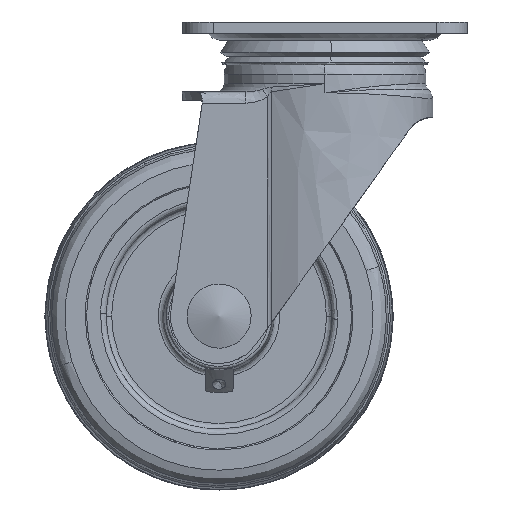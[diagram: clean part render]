
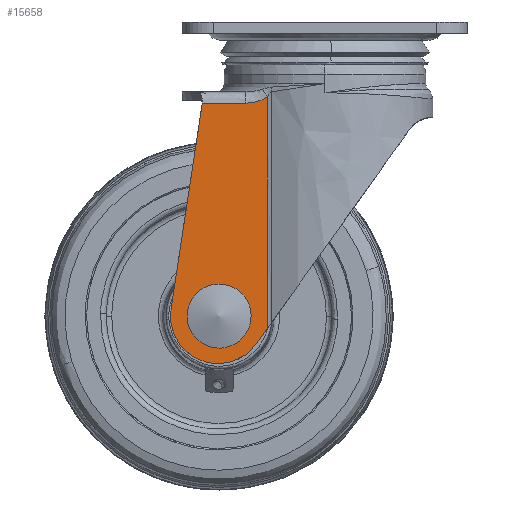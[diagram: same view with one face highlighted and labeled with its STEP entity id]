
A CAD part, front view. The second image highlights one B-rep face of the part: STEP entity #15658.
In plain terms, the highlighted free-form (B-spline) face has degree [1, 1] with [2, 2] control points.
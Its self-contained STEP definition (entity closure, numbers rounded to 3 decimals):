
#13041=CARTESIAN_POINT('',(-29.526,-31.0,-104.833));
#13042=VERTEX_POINT('',#13041);
#13048=CARTESIAN_POINT('',(-38.,-31.0,-97.));
#13049=VERTEX_POINT('',#13048);
#13050=CARTESIAN_POINT('',(-38.,-31.0,-97.));
#13051=CARTESIAN_POINT('',(-30.143,-31.0,-97.));
#13052=CARTESIAN_POINT('',(-29.526,-31.0,-104.833));
#13060=(BOUNDED_CURVE()B_SPLINE_CURVE(2,(#13050,#13051,#13052),.UNSPECIFIED.,.F.,.U.)B_SPLINE_CURVE_WITH_KNOTS((3,3),(0.0,0.236),.UNSPECIFIED.)CURVE()GEOMETRIC_REPRESENTATION_ITEM()RATIONAL_B_SPLINE_CURVE((1.0,0.723,0.97))REPRESENTATION_ITEM(''));
#13061=EDGE_CURVE('',#13049,#13042,#13060,.T.);
#13063=CARTESIAN_POINT('',(-46.474,-31.0,-106.167));
#13064=VERTEX_POINT('',#13063);
#13065=CARTESIAN_POINT('',(-46.474,-31.0,-106.167));
#13066=CARTESIAN_POINT('',(-46.5,-31.,-105.834));
#13067=CARTESIAN_POINT('',(-46.5,-31.0,-105.5));
#13068=CARTESIAN_POINT('',(-46.5,-31.,-97.));
#13069=CARTESIAN_POINT('',(-38.,-31.0,-97.));
#13077=(BOUNDED_CURVE()B_SPLINE_CURVE(2,(#13065,#13066,#13067,#13068,#13069),.UNSPECIFIED.,.F.,.U.)B_SPLINE_CURVE_WITH_KNOTS((3,2,3),(0.736,0.75,1.0),.UNSPECIFIED.)CURVE()GEOMETRIC_REPRESENTATION_ITEM()RATIONAL_B_SPLINE_CURVE((0.97,0.984,1.0,0.707,1.0))REPRESENTATION_ITEM(''));
#13078=EDGE_CURVE('',#13064,#13049,#13077,.T.);
#13154=CARTESIAN_POINT('',(-38.,-31.0,-114.0));
#13155=VERTEX_POINT('',#13154);
#13156=CARTESIAN_POINT('',(-38.,-31.0,-114.0));
#13157=CARTESIAN_POINT('',(-45.857,-31.,-114.));
#13158=CARTESIAN_POINT('',(-46.474,-31.,-106.167));
#13166=(BOUNDED_CURVE()B_SPLINE_CURVE(2,(#13156,#13157,#13158),.UNSPECIFIED.,.F.,.U.)B_SPLINE_CURVE_WITH_KNOTS((3,3),(0.5,0.736),.UNSPECIFIED.)CURVE()GEOMETRIC_REPRESENTATION_ITEM()RATIONAL_B_SPLINE_CURVE((1.0,0.723,0.97))REPRESENTATION_ITEM(''));
#13167=EDGE_CURVE('',#13155,#13064,#13166,.T.);
#13169=CARTESIAN_POINT('',(-29.526,-31.,-104.833));
#13170=CARTESIAN_POINT('',(-29.5,-31.,-105.166));
#13171=CARTESIAN_POINT('',(-29.5,-31.0,-105.5));
#13172=CARTESIAN_POINT('',(-29.5,-31.,-114.));
#13173=CARTESIAN_POINT('',(-38.,-31.0,-114.0));
#13181=(BOUNDED_CURVE()B_SPLINE_CURVE(2,(#13169,#13170,#13171,#13172,#13173),.UNSPECIFIED.,.F.,.U.)B_SPLINE_CURVE_WITH_KNOTS((3,2,3),(0.236,0.25,0.5),.UNSPECIFIED.)CURVE()GEOMETRIC_REPRESENTATION_ITEM()RATIONAL_B_SPLINE_CURVE((0.97,0.984,1.0,0.707,1.0))REPRESENTATION_ITEM(''));
#13182=EDGE_CURVE('',#13042,#13155,#13181,.T.);
#15570=CARTESIAN_POINT('',(-57.132,-31.0,-127.281));
#15571=CARTESIAN_POINT('',(-57.132,-31.0,-22.054));
#15572=CARTESIAN_POINT('',(-18.916,-31.0,-127.281));
#15573=CARTESIAN_POINT('',(-18.916,-31.0,-22.054));
#15574=B_SPLINE_SURFACE_WITH_KNOTS('',1,1,((#15570,#15572),(#15571,#15573)),.UNSPECIFIED.,.F.,.F.,.U.,(2,2),(2,2),(0.0,105.228),(0.0,38.217),.UNSPECIFIED.);
#15575=CARTESIAN_POINT('',(-20.651,-31.0,-109.901));
#15576=VERTEX_POINT('',#15575);
#15577=CARTESIAN_POINT('',(-20.651,-31.0,-26.833));
#15578=VERTEX_POINT('',#15577);
#15579=CARTESIAN_POINT('',(-20.651,-31.0,-109.901));
#15580=CARTESIAN_POINT('',(-20.651,-31.0,-26.833));
#15581=QUASI_UNIFORM_CURVE('',1,(#15579,#15580),.UNSPECIFIED.,.F.,.U.);
#15582=EDGE_CURVE('',#15576,#15578,#15581,.T.);
#15583=ORIENTED_EDGE('',*,*,#15582,.T.);
#15584=CARTESIAN_POINT('',(-28.35,-31.0,-29.1));
#15585=VERTEX_POINT('',#15584);
#15586=CARTESIAN_POINT('',(-20.651,-31.0,-26.833));
#15587=CARTESIAN_POINT('',(-20.936,-31.0,-27.021));
#15588=CARTESIAN_POINT('',(-21.228,-31.0,-27.196));
#15589=CARTESIAN_POINT('',(-21.821,-31.0,-27.521));
#15590=CARTESIAN_POINT('',(-22.123,-31.,-27.671));
#15591=CARTESIAN_POINT('',(-22.737,-31.0,-27.95));
#15592=CARTESIAN_POINT('',(-23.049,-31.0,-28.078));
#15593=CARTESIAN_POINT('',(-23.683,-31.,-28.312));
#15594=CARTESIAN_POINT('',(-24.004,-31.0,-28.418));
#15595=CARTESIAN_POINT('',(-24.493,-31.0,-28.561));
#15596=CARTESIAN_POINT('',(-24.658,-31.0,-28.606));
#15597=CARTESIAN_POINT('',(-24.988,-31.,-28.691));
#15598=CARTESIAN_POINT('',(-25.154,-31.,-28.73));
#15599=CARTESIAN_POINT('',(-25.652,-31.0,-28.839));
#15600=CARTESIAN_POINT('',(-25.985,-31.0,-28.9));
#15601=CARTESIAN_POINT('',(-26.991,-31.,-29.048));
#15602=CARTESIAN_POINT('',(-27.667,-31.0,-29.1));
#15603=CARTESIAN_POINT('',(-28.35,-31.0,-29.1));
#15604=B_SPLINE_CURVE_WITH_KNOTS('',3,(#15586,#15587,#15588,#15589,#15590,#15591,#15592,#15593,#15594,#15595,#15596,#15597,#15598,#15599,#15600,#15601,#15602,#15603),.UNSPECIFIED.,.F.,.U.,(4,2,2,2,2,2,2,2,4),(0.0,0.125,0.25,0.375,0.5,0.563,0.625,0.75,1.0),.UNSPECIFIED.);
#15605=EDGE_CURVE('',#15578,#15585,#15604,.T.);
#15606=ORIENTED_EDGE('',*,*,#15605,.T.);
#15607=CARTESIAN_POINT('',(-44.026,-31.0,-29.1));
#15608=VERTEX_POINT('',#15607);
#15609=CARTESIAN_POINT('',(-28.35,-31.0,-29.1));
#15610=CARTESIAN_POINT('',(-44.026,-31.0,-29.1));
#15611=QUASI_UNIFORM_CURVE('',1,(#15609,#15610),.UNSPECIFIED.,.F.,.U.);
#15612=EDGE_CURVE('',#15585,#15608,#15611,.T.);
#15613=ORIENTED_EDGE('',*,*,#15612,.T.);
#15614=CARTESIAN_POINT('',(-55.203,-31.0,-102.92));
#15615=VERTEX_POINT('',#15614);
#15616=CARTESIAN_POINT('',(-44.026,-31.0,-29.1));
#15617=CARTESIAN_POINT('',(-55.203,-31.0,-102.92));
#15618=QUASI_UNIFORM_CURVE('',1,(#15616,#15617),.UNSPECIFIED.,.F.,.U.);
#15619=EDGE_CURVE('',#15608,#15615,#15618,.T.);
#15620=ORIENTED_EDGE('',*,*,#15619,.T.);
#15621=CARTESIAN_POINT('',(-24.576,-31.0,-115.394));
#15622=VERTEX_POINT('',#15621);
#15623=CARTESIAN_POINT('',(-24.576,-31.0,-115.394));
#15624=CARTESIAN_POINT('',(-25.195,-31.,-116.261));
#15625=CARTESIAN_POINT('',(-26.636,-31.,-117.923));
#15626=CARTESIAN_POINT('',(-28.886,-31.,-119.681));
#15627=CARTESIAN_POINT('',(-31.168,-31.,-120.946));
#15628=CARTESIAN_POINT('',(-33.431,-31.,-121.839));
#15629=CARTESIAN_POINT('',(-36.04,-31.,-122.42));
#15630=CARTESIAN_POINT('',(-38.826,-31.,-122.58));
#15631=CARTESIAN_POINT('',(-41.838,-31.,-122.263));
#15632=CARTESIAN_POINT('',(-44.744,-31.,-121.387));
#15633=CARTESIAN_POINT('',(-47.594,-31.,-119.919));
#15634=CARTESIAN_POINT('',(-49.814,-31.,-118.22));
#15635=CARTESIAN_POINT('',(-51.837,-31.,-116.051));
#15636=CARTESIAN_POINT('',(-53.256,-31.,-113.925));
#15637=CARTESIAN_POINT('',(-54.498,-31.,-111.232));
#15638=CARTESIAN_POINT('',(-55.229,-31.,-108.532));
#15639=CARTESIAN_POINT('',(-55.472,-31.,-105.573));
#15640=CARTESIAN_POINT('',(-55.339,-31.,-103.797));
#15641=CARTESIAN_POINT('',(-55.203,-31.0,-102.92));
#15642=B_SPLINE_CURVE_WITH_KNOTS('',3,(#15623,#15624,#15625,#15626,#15627,#15628,#15629,#15630,#15631,#15632,#15633,#15634,#15635,#15636,#15637,#15638,#15639,#15640,#15641),.UNSPECIFIED.,.F.,.U.,(4,1,1,1,1,1,1,1,1,1,1,1,1,1,1,1,4),(0.,3.196,6.57,8.523,11.009,13.85,16.514,19.355,22.906,25.569,28.943,31.251,34.448,36.578,40.13,42.793,45.457),.UNSPECIFIED.);
#15643=EDGE_CURVE('',#15622,#15615,#15642,.T.);
#15644=ORIENTED_EDGE('',*,*,#15643,.F.);
#15645=CARTESIAN_POINT('',(-24.576,-31.0,-115.394));
#15646=CARTESIAN_POINT('',(-20.651,-31.0,-109.901));
#15647=QUASI_UNIFORM_CURVE('',1,(#15645,#15646),.UNSPECIFIED.,.F.,.U.);
#15648=EDGE_CURVE('',#15622,#15576,#15647,.T.);
#15649=ORIENTED_EDGE('',*,*,#15648,.T.);
#15650=EDGE_LOOP('',(#15583,#15606,#15613,#15620,#15644,#15649));
#15651=FACE_OUTER_BOUND('',#15650,.T.);
#15652=ORIENTED_EDGE('',*,*,#13167,.T.);
#15653=ORIENTED_EDGE('',*,*,#13078,.T.);
#15654=ORIENTED_EDGE('',*,*,#13061,.T.);
#15655=ORIENTED_EDGE('',*,*,#13182,.T.);
#15656=EDGE_LOOP('',(#15652,#15653,#15654,#15655));
#15657=FACE_BOUND('',#15656,.T.);
#15658=ADVANCED_FACE('',(#15651,#15657),#15574,.F.);
